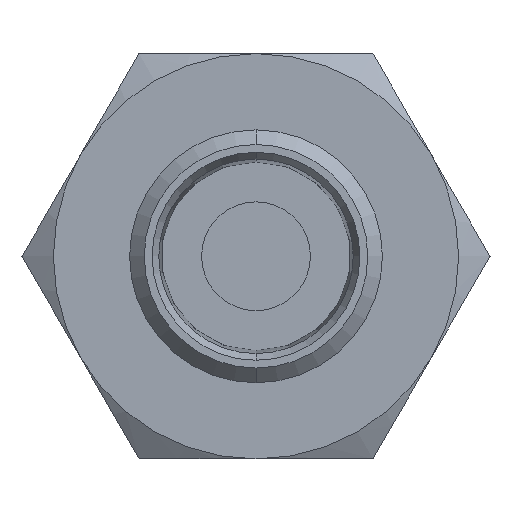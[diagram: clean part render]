
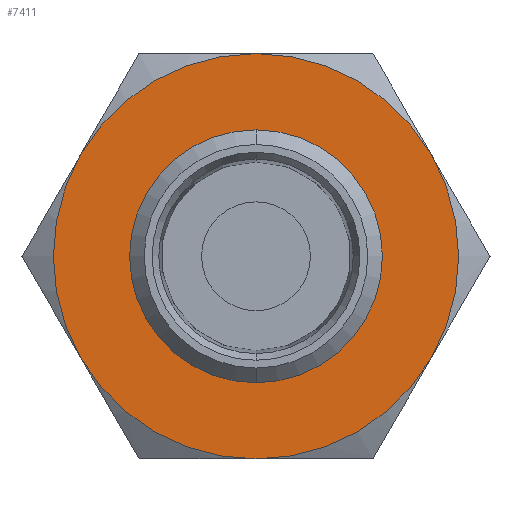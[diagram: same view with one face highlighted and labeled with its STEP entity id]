
A CAD part, left-side view. The second image highlights one B-rep face of the part: STEP entity #7411.
In plain terms, the highlighted planar face has unit normal (-1, 0, 0).
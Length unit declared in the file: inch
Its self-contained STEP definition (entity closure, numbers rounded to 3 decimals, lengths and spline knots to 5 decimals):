
#316 = CARTESIAN_POINT ( 'NONE',  ( 0.55118, 0., 0.18996 ) ) ;
#537 = CARTESIAN_POINT ( 'NONE',  ( 0.55118, 0., 0.34449 ) ) ;
#604 = CIRCLE ( 'NONE', #2391, 0.18996 ) ;
#699 = EDGE_CURVE ( 'NONE', #4381, #3642, #604, .T. ) ;
#709 = DIRECTION ( 'NONE',  ( -1., 0., 0. ) ) ;
#1214 = EDGE_CURVE ( 'NONE', #7592, #1562, #6285, .T. ) ;
#1365 = PLANE ( 'NONE',  #1980 ) ;
#1562 = VERTEX_POINT ( 'NONE', #5845 ) ;
#1577 = CIRCLE ( 'NONE', #2621, 0.34449 ) ;
#1693 = AXIS2_PLACEMENT_3D ( 'NONE', #5173, #7467, #7330 ) ;
#1980 = AXIS2_PLACEMENT_3D ( 'NONE', #4229, #709, #7091 ) ;
#1984 = ORIENTED_EDGE ( 'NONE', *, *, #7545, .F. ) ;
#2025 = DIRECTION ( 'NONE',  ( 1., 0., 0. ) ) ;
#2336 = CARTESIAN_POINT ( 'NONE',  ( 0.55118, 0., 0. ) ) ;
#2363 = DIRECTION ( 'NONE',  ( 1., 0., 0. ) ) ;
#2391 = AXIS2_PLACEMENT_3D ( 'NONE', #4758, #2025, #6253 ) ;
#2557 = EDGE_CURVE ( 'NONE', #1562, #9065, #1577, .T. ) ;
#2621 = AXIS2_PLACEMENT_3D ( 'NONE', #3168, #2363, #5238 ) ;
#2739 = CIRCLE ( 'NONE', #6484, 0.34449 ) ;
#2757 = ORIENTED_EDGE ( 'NONE', *, *, #699, .T. ) ;
#2803 = EDGE_LOOP ( 'NONE', ( #5594, #6625, #4771, #1984, #6781, #4652 ) ) ;
#3130 = CARTESIAN_POINT ( 'NONE',  ( 0.55118, 0., 0. ) ) ;
#3168 = CARTESIAN_POINT ( 'NONE',  ( 0.55118, 0., 0. ) ) ;
#3210 = CARTESIAN_POINT ( 'NONE',  ( 0.55118, -0.29834, 0.17224 ) ) ;
#3311 = VERTEX_POINT ( 'NONE', #6752 ) ;
#3373 = EDGE_LOOP ( 'NONE', ( #8814, #2757 ) ) ;
#3642 = VERTEX_POINT ( 'NONE', #316 ) ;
#3657 = AXIS2_PLACEMENT_3D ( 'NONE', #3865, #7342, #6021 ) ;
#3865 = CARTESIAN_POINT ( 'NONE',  ( 0.55118, 0., 0. ) ) ;
#4177 = DIRECTION ( 'NONE',  ( 1., 0., 0. ) ) ;
#4229 = CARTESIAN_POINT ( 'NONE',  ( 0.55118, 0., 0. ) ) ;
#4381 = VERTEX_POINT ( 'NONE', #5028 ) ;
#4411 = CIRCLE ( 'NONE', #9053, 0.34449 ) ;
#4454 = EDGE_CURVE ( 'NONE', #3642, #4381, #7950, .T. ) ;
#4458 = DIRECTION ( 'NONE',  ( 1., 0., 0. ) ) ;
#4498 = CARTESIAN_POINT ( 'NONE',  ( 0.55118, 0.29834, 0.17224 ) ) ;
#4546 = CIRCLE ( 'NONE', #1693, 0.34449 ) ;
#4617 = DIRECTION ( 'NONE',  ( 0., 0., -1. ) ) ;
#4652 = ORIENTED_EDGE ( 'NONE', *, *, #1214, .F. ) ;
#4758 = CARTESIAN_POINT ( 'NONE',  ( 0.55118, 0., 0. ) ) ;
#4771 = ORIENTED_EDGE ( 'NONE', *, *, #8281, .F. ) ;
#5028 = CARTESIAN_POINT ( 'NONE',  ( 0.55118, 0., -0.18996 ) ) ;
#5076 = VERTEX_POINT ( 'NONE', #537 ) ;
#5173 = CARTESIAN_POINT ( 'NONE',  ( 0.55118, 0., 0. ) ) ;
#5210 = DIRECTION ( 'NONE',  ( 0., 0., -1. ) ) ;
#5238 = DIRECTION ( 'NONE',  ( 0., 0., -1. ) ) ;
#5309 = CIRCLE ( 'NONE', #3657, 0.34449 ) ;
#5594 = ORIENTED_EDGE ( 'NONE', *, *, #9087, .F. ) ;
#5845 = CARTESIAN_POINT ( 'NONE',  ( 0.55118, 0.29834, -0.17224 ) ) ;
#5993 = DIRECTION ( 'NONE',  ( 0., 0., -1. ) ) ;
#6021 = DIRECTION ( 'NONE',  ( 0., 0., -1. ) ) ;
#6253 = DIRECTION ( 'NONE',  ( 0., 0., 1. ) ) ;
#6285 = CIRCLE ( 'NONE', #8536, 0.34449 ) ;
#6294 = VERTEX_POINT ( 'NONE', #3210 ) ;
#6318 = EDGE_CURVE ( 'NONE', #6294, #3311, #2739, .T. ) ;
#6484 = AXIS2_PLACEMENT_3D ( 'NONE', #8940, #7443, #4617 ) ;
#6625 = ORIENTED_EDGE ( 'NONE', *, *, #6318, .F. ) ;
#6752 = CARTESIAN_POINT ( 'NONE',  ( 0.55118, -0.29834, -0.17224 ) ) ;
#6781 = ORIENTED_EDGE ( 'NONE', *, *, #2557, .F. ) ;
#7091 = DIRECTION ( 'NONE',  ( 0., 0., 1. ) ) ;
#7143 = FACE_BOUND ( 'NONE', #3373, .T. ) ;
#7199 = AXIS2_PLACEMENT_3D ( 'NONE', #8397, #4177, #9287 ) ;
#7318 = DIRECTION ( 'NONE',  ( 1., 0., 0. ) ) ;
#7330 = DIRECTION ( 'NONE',  ( 0., 0., -1. ) ) ;
#7342 = DIRECTION ( 'NONE',  ( 1., 0., 0. ) ) ;
#7411 = ADVANCED_FACE ( 'NONE', ( #7143, #8452 ), #1365, .T. ) ;
#7443 = DIRECTION ( 'NONE',  ( 1., 0., 0. ) ) ;
#7467 = DIRECTION ( 'NONE',  ( 1., 0., 0. ) ) ;
#7545 = EDGE_CURVE ( 'NONE', #9065, #5076, #4546, .T. ) ;
#7592 = VERTEX_POINT ( 'NONE', #8259 ) ;
#7950 = CIRCLE ( 'NONE', #7199, 0.18996 ) ;
#8259 = CARTESIAN_POINT ( 'NONE',  ( 0.55118, 0., -0.34449 ) ) ;
#8281 = EDGE_CURVE ( 'NONE', #5076, #6294, #5309, .T. ) ;
#8397 = CARTESIAN_POINT ( 'NONE',  ( 0.55118, 0., 0. ) ) ;
#8452 = FACE_OUTER_BOUND ( 'NONE', #2803, .T. ) ;
#8536 = AXIS2_PLACEMENT_3D ( 'NONE', #3130, #7318, #5993 ) ;
#8814 = ORIENTED_EDGE ( 'NONE', *, *, #4454, .T. ) ;
#8940 = CARTESIAN_POINT ( 'NONE',  ( 0.55118, 0., 0. ) ) ;
#9053 = AXIS2_PLACEMENT_3D ( 'NONE', #2336, #4458, #5210 ) ;
#9065 = VERTEX_POINT ( 'NONE', #4498 ) ;
#9087 = EDGE_CURVE ( 'NONE', #3311, #7592, #4411, .T. ) ;
#9287 = DIRECTION ( 'NONE',  ( 0., 0., 1. ) ) ;
